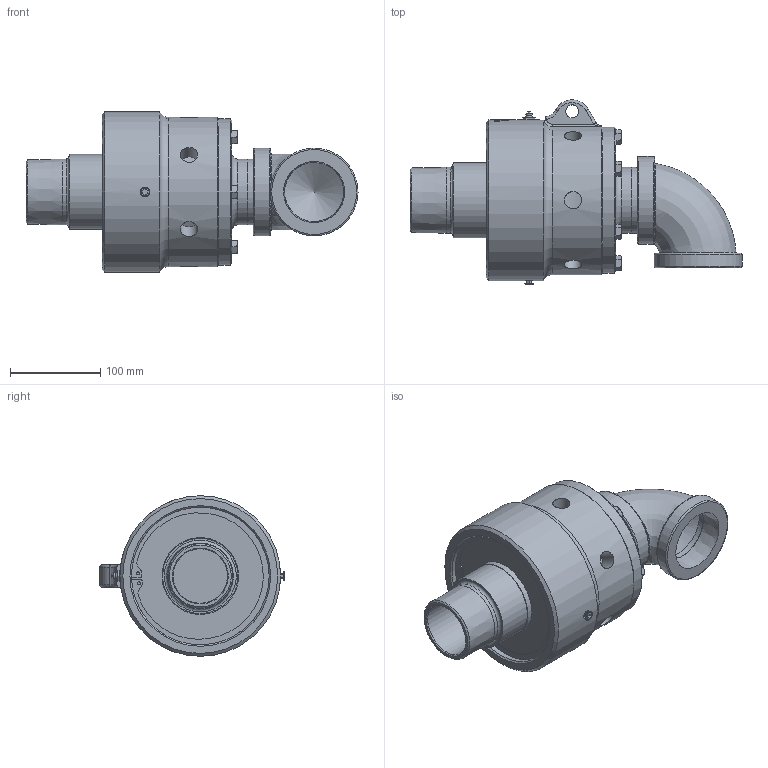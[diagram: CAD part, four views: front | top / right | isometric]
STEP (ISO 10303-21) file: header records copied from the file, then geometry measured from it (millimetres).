
FILE_DESCRIPTION(/* description */ (''),/* implementation_level */ '2;1');
FILE_NAME(/* name */ '6250-001-115-IC.stp',/* time_stamp */ '2020-05-20T15:51:38-05:00',/* author */ ('manton'),/* organization */ (''),/* preprocessor_version */ 'ST-DEVELOPER v18',/* originating_system */ 'Autodesk Inventor 2020',/* authorisation */ '');
FILE_SCHEMA (('AUTOMOTIVE_DESIGN { 1 0 10303 214 3 1 1 }'));
Products named in the file (1): 6250-001-115-IC
Bounding box: 367.47 x 203.79 x 177.8 mm (x, y, z)
Volume: 3987947.5 mm3; surface area: 232982.7 mm2
Topology: 1 solids, 6 shells, 707 faces, 1858 edges, 1235 vertices
Faces by surface type: plane 297, bspline 256, cylinder 117, cone 23, torus 14
Full cylindrical faces by diameter (mm): 2 x1, 3.5 x2, 4.978 x2, 7.95 x1, 14.3 x1, 19 x6, 60.3 x1, 65.481 x1, 73 x1, 73.025 x1, 80.6 x1, 83.3 x1, 84.96 x1, 97 x2, 152.4 x1, 161.9 x1, 177.8 x1
Entity records: 83696 total; most frequent: CARTESIAN_POINT 67154, ORIENTED_EDGE 3712, DIRECTION 2858, EDGE_CURVE 1856, VERTEX_POINT 1235, AXIS2_PLACEMENT_3D 1023, LINE 812, VECTOR 812
